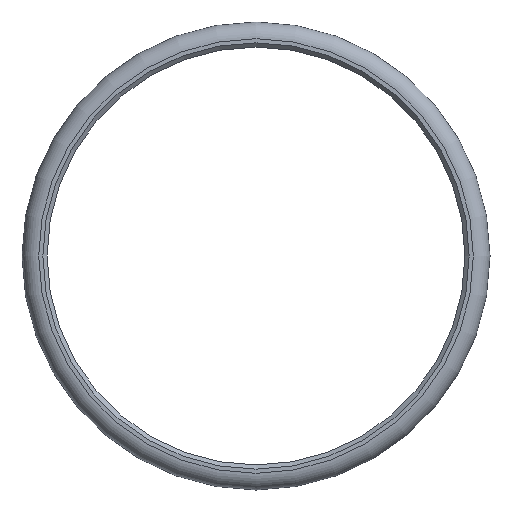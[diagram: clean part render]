
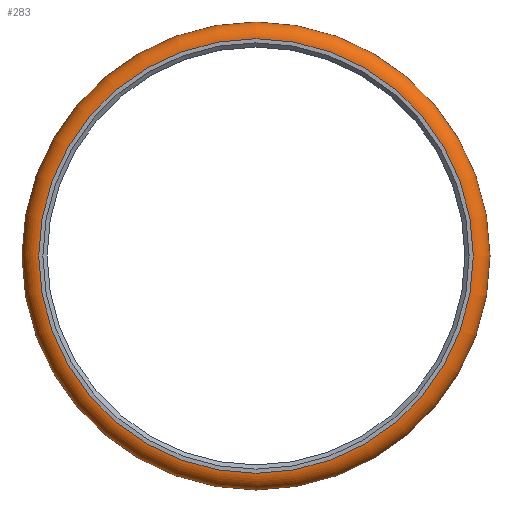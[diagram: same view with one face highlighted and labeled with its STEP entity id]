
A CAD part, left-side view. The second image highlights one B-rep face of the part: STEP entity #283.
In plain terms, the highlighted toroidal (fillet/blend) face has major radius 26 mm and minor radius 2 mm.
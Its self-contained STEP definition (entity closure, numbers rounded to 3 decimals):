
#139=TOROIDAL_SURFACE('',#338,26.0,2.0);
#153=ORIENTED_EDGE('',*,*,#179,.F.);
#154=ORIENTED_EDGE('',*,*,#174,.F.);
#174=EDGE_CURVE('',#188,#188,#202,.F.);
#179=EDGE_CURVE('',#193,#193,#207,.T.);
#188=VERTEX_POINT('',#496);
#193=VERTEX_POINT('',#509);
#202=CIRCLE('',#329,26.0);
#207=CIRCLE('',#337,28.0);
#223=EDGE_LOOP('',(#153));
#224=EDGE_LOOP('',(#154));
#251=FACE_BOUND('',#223,.T.);
#252=FACE_BOUND('',#224,.T.);
#283=ADVANCED_FACE('',(#251,#252),#139,.T.);
#329=AXIS2_PLACEMENT_3D('',#495,#387,#388);
#337=AXIS2_PLACEMENT_3D('',#508,#403,#404);
#338=AXIS2_PLACEMENT_3D('',#510,#405,#406);
#387=DIRECTION('',(1.0,0.0,0.0));
#388=DIRECTION('',(0.0,0.0,-1.0));
#403=DIRECTION('',(1.0,0.0,0.0));
#404=DIRECTION('',(0.0,0.0,-1.0));
#405=DIRECTION('',(1.0,0.0,0.0));
#406=DIRECTION('',(0.0,0.0,-1.0));
#495=CARTESIAN_POINT('',(0.0,0.0,0.0));
#496=CARTESIAN_POINT('',(0.0,0.0,-26.0));
#508=CARTESIAN_POINT('',(2.0,0.0,0.0));
#509=CARTESIAN_POINT('',(2.0,0.0,-28.0));
#510=CARTESIAN_POINT('',(2.0,0.0,0.0));
